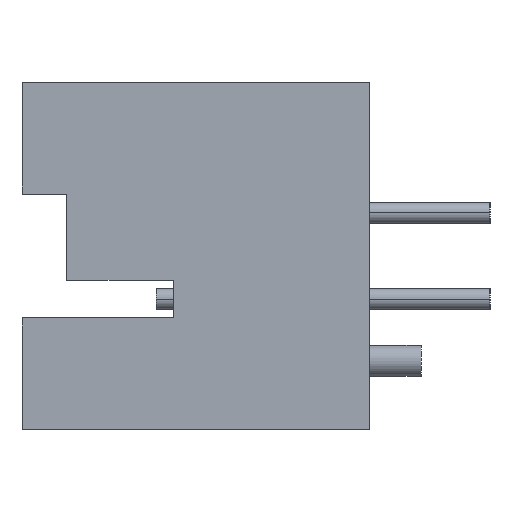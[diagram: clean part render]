
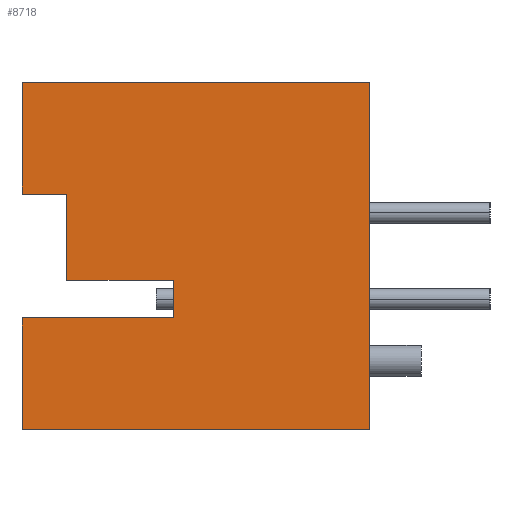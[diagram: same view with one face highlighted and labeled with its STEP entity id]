
A CAD part, left-side view. The second image highlights one B-rep face of the part: STEP entity #8718.
In plain terms, the highlighted planar face has unit normal (-1, 0, 0).
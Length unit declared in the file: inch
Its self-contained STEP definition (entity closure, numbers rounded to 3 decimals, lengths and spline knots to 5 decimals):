
#219 = EDGE_CURVE ( 'NONE', #4688, #2270, #6064, .T. ) ;
#223 = CARTESIAN_POINT ( 'NONE',  ( -0.54134, 0., -0.19882 ) ) ;
#354 = LINE ( 'NONE', #4028, #1328 ) ;
#399 = EDGE_CURVE ( 'NONE', #4688, #3523, #4129, .T. ) ;
#424 = CARTESIAN_POINT ( 'NONE',  ( -0.54134, 0.34646, 0.07087 ) ) ;
#428 = CARTESIAN_POINT ( 'NONE',  ( -0.54134, 0.34646, 0.07087 ) ) ;
#458 = ORIENTED_EDGE ( 'NONE', *, *, #2211, .T. ) ;
#519 = DIRECTION ( 'NONE',  ( 0., 1., 0. ) ) ;
#547 = DIRECTION ( 'NONE',  ( 0., 0., 1. ) ) ;
#857 = VERTEX_POINT ( 'NONE', #428 ) ;
#890 = VECTOR ( 'NONE', #3688, 39.37008 ) ;
#955 = CARTESIAN_POINT ( 'NONE',  ( -0.54134, 0.22441, -0.07087 ) ) ;
#1067 = CARTESIAN_POINT ( 'NONE',  ( -0.54134, 0.39764, 0.19882 ) ) ;
#1144 = DIRECTION ( 'NONE',  ( 0., 1., 0. ) ) ;
#1197 = CARTESIAN_POINT ( 'NONE',  ( -0.54134, 0., -0.02756 ) ) ;
#1328 = VECTOR ( 'NONE', #547, 39.37008 ) ;
#1363 = LINE ( 'NONE', #424, #6968 ) ;
#1404 = EDGE_CURVE ( 'NONE', #4614, #4539, #2452, .T. ) ;
#1501 = ORIENTED_EDGE ( 'NONE', *, *, #2045, .F. ) ;
#1760 = ORIENTED_EDGE ( 'NONE', *, *, #8247, .F. ) ;
#1849 = CARTESIAN_POINT ( 'NONE',  ( -0.54134, 0.39764, -0.19882 ) ) ;
#1883 = DIRECTION ( 'NONE',  ( 0., -1., 0. ) ) ;
#1902 = CARTESIAN_POINT ( 'NONE',  ( -0.54134, 0., -0.19882 ) ) ;
#1941 = CARTESIAN_POINT ( 'NONE',  ( -0.54134, 0., 0.19882 ) ) ;
#2045 = EDGE_CURVE ( 'NONE', #4539, #8341, #354, .T. ) ;
#2211 = EDGE_CURVE ( 'NONE', #4614, #5901, #8177, .T. ) ;
#2270 = VERTEX_POINT ( 'NONE', #6390 ) ;
#2283 = DIRECTION ( 'NONE',  ( 0., 0., 1. ) ) ;
#2452 = LINE ( 'NONE', #1902, #6851 ) ;
#2485 = DIRECTION ( 'NONE',  ( 0., 0., 1. ) ) ;
#2511 = EDGE_CURVE ( 'NONE', #8414, #2843, #7375, .T. ) ;
#2646 = FACE_OUTER_BOUND ( 'NONE', #6594, .T. ) ;
#2825 = DIRECTION ( 'NONE',  ( 0., -1., 0. ) ) ;
#2843 = VERTEX_POINT ( 'NONE', #6454 ) ;
#2908 = LINE ( 'NONE', #5286, #8766 ) ;
#3023 = VECTOR ( 'NONE', #2825, 39.37008 ) ;
#3143 = VECTOR ( 'NONE', #519, 39.37008 ) ;
#3319 = CARTESIAN_POINT ( 'NONE',  ( -0.54134, 0., -0.19882 ) ) ;
#3523 = VERTEX_POINT ( 'NONE', #8604 ) ;
#3688 = DIRECTION ( 'NONE',  ( 0., 0., 1. ) ) ;
#3698 = VECTOR ( 'NONE', #5153, 39.37008 ) ;
#4028 = CARTESIAN_POINT ( 'NONE',  ( -0.54134, 0.39764, -0.19882 ) ) ;
#4129 = LINE ( 'NONE', #1197, #3143 ) ;
#4418 = PLANE ( 'NONE',  #6031 ) ;
#4539 = VERTEX_POINT ( 'NONE', #1849 ) ;
#4614 = VERTEX_POINT ( 'NONE', #3319 ) ;
#4688 = VERTEX_POINT ( 'NONE', #8231 ) ;
#4936 = CARTESIAN_POINT ( 'NONE',  ( -0.54134, 0., -0.19882 ) ) ;
#5118 = CARTESIAN_POINT ( 'NONE',  ( -0.54134, 0.39764, -0.07087 ) ) ;
#5132 = ORIENTED_EDGE ( 'NONE', *, *, #219, .T. ) ;
#5153 = DIRECTION ( 'NONE',  ( 0., -1., 0. ) ) ;
#5286 = CARTESIAN_POINT ( 'NONE',  ( -0.54134, 0.34646, -0.19882 ) ) ;
#5287 = ORIENTED_EDGE ( 'NONE', *, *, #8553, .F. ) ;
#5343 = ORIENTED_EDGE ( 'NONE', *, *, #7854, .F. ) ;
#5901 = VERTEX_POINT ( 'NONE', #1941 ) ;
#5916 = EDGE_CURVE ( 'NONE', #8414, #857, #1363, .T. ) ;
#6031 = AXIS2_PLACEMENT_3D ( 'NONE', #223, #7381, #6635 ) ;
#6064 = LINE ( 'NONE', #955, #6963 ) ;
#6073 = CARTESIAN_POINT ( 'NONE',  ( -0.54134, 0.39764, 0.07087 ) ) ;
#6382 = CARTESIAN_POINT ( 'NONE',  ( -0.54134, 0., -0.07087 ) ) ;
#6390 = CARTESIAN_POINT ( 'NONE',  ( -0.54134, 0.22441, -0.07087 ) ) ;
#6454 = CARTESIAN_POINT ( 'NONE',  ( -0.54134, 0.39764, 0.19882 ) ) ;
#6528 = ORIENTED_EDGE ( 'NONE', *, *, #5916, .T. ) ;
#6594 = EDGE_LOOP ( 'NONE', ( #6528, #5343, #6990, #5132, #5287, #1501, #6754, #458, #1760, #7859 ) ) ;
#6635 = DIRECTION ( 'NONE',  ( 0., 0., -1. ) ) ;
#6675 = LINE ( 'NONE', #1067, #3698 ) ;
#6754 = ORIENTED_EDGE ( 'NONE', *, *, #1404, .F. ) ;
#6851 = VECTOR ( 'NONE', #1144, 39.37008 ) ;
#6963 = VECTOR ( 'NONE', #7183, 39.37008 ) ;
#6968 = VECTOR ( 'NONE', #1883, 39.37008 ) ;
#6990 = ORIENTED_EDGE ( 'NONE', *, *, #399, .F. ) ;
#7183 = DIRECTION ( 'NONE',  ( 0., 0., -1. ) ) ;
#7375 = LINE ( 'NONE', #8666, #890 ) ;
#7381 = DIRECTION ( 'NONE',  ( 1., 0., 0. ) ) ;
#7854 = EDGE_CURVE ( 'NONE', #3523, #857, #2908, .T. ) ;
#7859 = ORIENTED_EDGE ( 'NONE', *, *, #2511, .F. ) ;
#8177 = LINE ( 'NONE', #4936, #8288 ) ;
#8231 = CARTESIAN_POINT ( 'NONE',  ( -0.54134, 0.22441, -0.02756 ) ) ;
#8247 = EDGE_CURVE ( 'NONE', #2843, #5901, #6675, .T. ) ;
#8288 = VECTOR ( 'NONE', #2283, 39.37008 ) ;
#8341 = VERTEX_POINT ( 'NONE', #5118 ) ;
#8414 = VERTEX_POINT ( 'NONE', #6073 ) ;
#8553 = EDGE_CURVE ( 'NONE', #8341, #2270, #9096, .T. ) ;
#8604 = CARTESIAN_POINT ( 'NONE',  ( -0.54134, 0.34646, -0.02756 ) ) ;
#8666 = CARTESIAN_POINT ( 'NONE',  ( -0.54134, 0.39764, -0.19882 ) ) ;
#8718 = ADVANCED_FACE ( 'NONE', ( #2646 ), #4418, .F. ) ;
#8766 = VECTOR ( 'NONE', #2485, 39.37008 ) ;
#9096 = LINE ( 'NONE', #6382, #3023 ) ;
